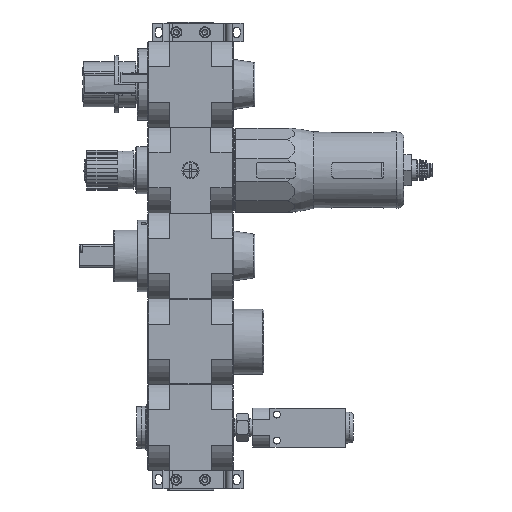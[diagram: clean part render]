
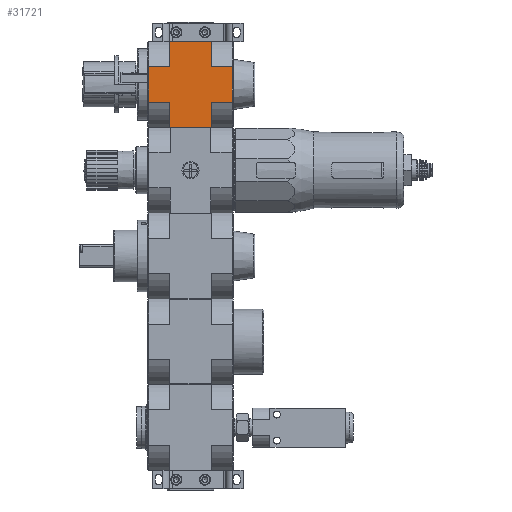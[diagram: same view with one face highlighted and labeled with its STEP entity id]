
A CAD part, left-side view. The second image highlights one B-rep face of the part: STEP entity #31721.
In plain terms, the highlighted face is planar.
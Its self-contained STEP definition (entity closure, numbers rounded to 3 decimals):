
#4568=ORIENTED_EDGE('',*,*,#13154,.T.);
#4569=ORIENTED_EDGE('',*,*,#13155,.F.);
#4570=ORIENTED_EDGE('',*,*,#13156,.T.);
#4571=ORIENTED_EDGE('',*,*,#13138,.T.);
#4572=ORIENTED_EDGE('',*,*,#13157,.F.);
#4573=ORIENTED_EDGE('',*,*,#13158,.F.);
#4574=ORIENTED_EDGE('',*,*,#13159,.F.);
#4575=ORIENTED_EDGE('',*,*,#13160,.F.);
#4576=ORIENTED_EDGE('',*,*,#13161,.F.);
#4577=ORIENTED_EDGE('',*,*,#13146,.T.);
#4578=ORIENTED_EDGE('',*,*,#13162,.T.);
#4579=ORIENTED_EDGE('',*,*,#13163,.F.);
#13138=EDGE_CURVE('',#17490,#17489,#20390,.T.);
#13146=EDGE_CURVE('',#17497,#17496,#20395,.T.);
#13154=EDGE_CURVE('',#17503,#17504,#20403,.T.);
#13155=EDGE_CURVE('',#17505,#17504,#20404,.F.);
#13156=EDGE_CURVE('',#17505,#17490,#20405,.T.);
#13157=EDGE_CURVE('',#17506,#17489,#20406,.T.);
#13158=EDGE_CURVE('',#17507,#17506,#20407,.F.);
#13159=EDGE_CURVE('',#17508,#17507,#20408,.T.);
#13160=EDGE_CURVE('',#17509,#17508,#20409,.T.);
#13161=EDGE_CURVE('',#17497,#17509,#20410,.T.);
#13162=EDGE_CURVE('',#17496,#17510,#20411,.T.);
#13163=EDGE_CURVE('',#17503,#17510,#20412,.T.);
#17489=VERTEX_POINT('',#60999);
#17490=VERTEX_POINT('',#61001);
#17496=VERTEX_POINT('',#61015);
#17497=VERTEX_POINT('',#61017);
#17503=VERTEX_POINT('',#61032);
#17504=VERTEX_POINT('',#61033);
#17505=VERTEX_POINT('',#61035);
#17506=VERTEX_POINT('',#61038);
#17507=VERTEX_POINT('',#61040);
#17508=VERTEX_POINT('',#61042);
#17509=VERTEX_POINT('',#61044);
#17510=VERTEX_POINT('',#61047);
#20390=LINE('',#61000,#22919);
#20395=LINE('',#61016,#22924);
#20403=LINE('',#61031,#22932);
#20404=LINE('',#61034,#22933);
#20405=LINE('',#61036,#22934);
#20406=LINE('',#61037,#22935);
#20407=LINE('',#61039,#22936);
#20408=LINE('',#61041,#22937);
#20409=LINE('',#61043,#22938);
#20410=LINE('',#61045,#22939);
#20411=LINE('',#61046,#22940);
#20412=LINE('',#61048,#22941);
#22919=VECTOR('',#50863,1000.);
#22924=VECTOR('',#50876,1000.);
#22932=VECTOR('',#50886,1000.);
#22933=VECTOR('',#50887,1000.);
#22934=VECTOR('',#50888,1000.);
#22935=VECTOR('',#50889,1000.);
#22936=VECTOR('',#50890,1000.);
#22937=VECTOR('',#50891,1000.);
#22938=VECTOR('',#50892,1000.);
#22939=VECTOR('',#50893,1000.);
#22940=VECTOR('',#50894,1000.);
#22941=VECTOR('',#50895,1000.);
#25407=EDGE_LOOP('',(#4568,#4569,#4570,#4571,#4572,#4573,#4574,#4575,#4576,
#4577,#4578,#4579));
#28032=FACE_BOUND('',#25407,.T.);
#30426=PLANE('',#45992);
#31721=ADVANCED_FACE('',(#28032),#30426,.T.);
#45992=AXIS2_PLACEMENT_3D('',#61030,#50884,#50885);
#50863=DIRECTION('',(0.,-1.,0.));
#50876=DIRECTION('',(0.,1.,0.));
#50884=DIRECTION('',(0.,0.,1.));
#50885=DIRECTION('',(1.,0.,0.));
#50886=DIRECTION('',(-1.,0.,0.));
#50887=DIRECTION('',(0.,-1.,0.));
#50888=DIRECTION('',(-1.,0.,0.));
#50889=DIRECTION('',(-1.,0.,0.));
#50890=DIRECTION('',(0.,-1.,0.));
#50891=DIRECTION('',(-1.,0.,0.));
#50892=DIRECTION('',(0.,-1.,0.));
#50893=DIRECTION('',(-1.,0.,0.));
#50894=DIRECTION('',(-1.,0.,0.));
#50895=DIRECTION('',(0.,-1.,0.));
#60999=CARTESIAN_POINT('',(-33.,-16.,33.));
#61000=CARTESIAN_POINT('',(-33.,32.2,33.));
#61001=CARTESIAN_POINT('',(-33.,16.,33.));
#61015=CARTESIAN_POINT('',(33.,16.,33.));
#61016=CARTESIAN_POINT('',(33.,-32.2,33.));
#61017=CARTESIAN_POINT('',(33.,-16.,33.));
#61030=CARTESIAN_POINT('',(0.,0.,33.));
#61031=CARTESIAN_POINT('',(33.,32.2,33.));
#61032=CARTESIAN_POINT('',(13.75,32.2,33.));
#61033=CARTESIAN_POINT('',(-13.75,32.2,33.));
#61034=CARTESIAN_POINT('',(-13.75,50.,33.));
#61035=CARTESIAN_POINT('',(-13.75,16.,33.));
#61036=CARTESIAN_POINT('',(0.,16.,33.));
#61037=CARTESIAN_POINT('',(0.,-16.,33.));
#61038=CARTESIAN_POINT('',(-13.75,-16.,33.));
#61039=CARTESIAN_POINT('',(-13.75,-16.,33.));
#61040=CARTESIAN_POINT('',(-13.75,-32.2,33.));
#61041=CARTESIAN_POINT('',(33.,-32.2,33.));
#61042=CARTESIAN_POINT('',(13.75,-32.2,33.));
#61043=CARTESIAN_POINT('',(13.75,-16.,33.));
#61044=CARTESIAN_POINT('',(13.75,-16.,33.));
#61045=CARTESIAN_POINT('',(0.,-16.,33.));
#61046=CARTESIAN_POINT('',(0.,16.,33.));
#61047=CARTESIAN_POINT('',(13.75,16.,33.));
#61048=CARTESIAN_POINT('',(13.75,50.,33.));
